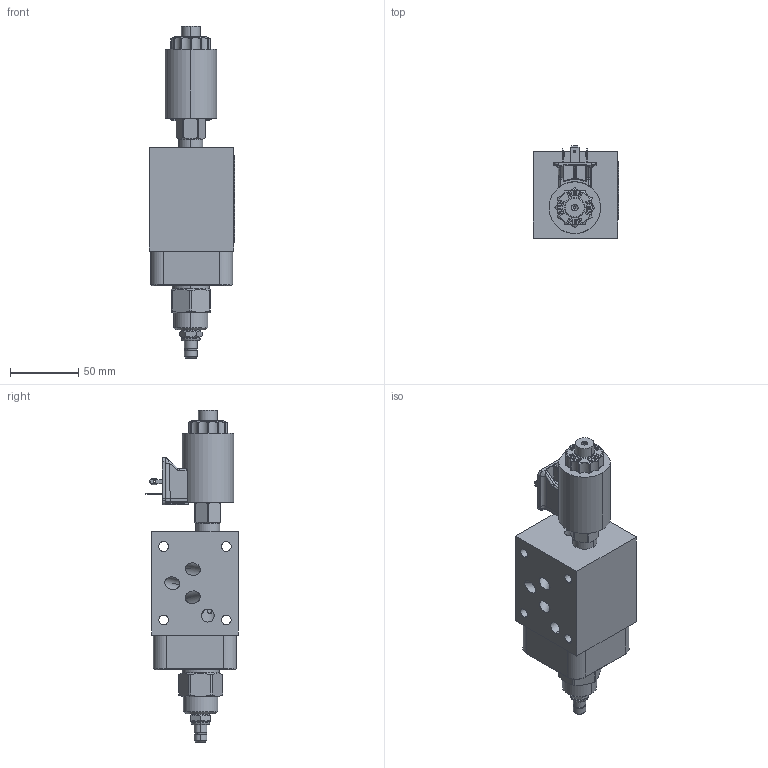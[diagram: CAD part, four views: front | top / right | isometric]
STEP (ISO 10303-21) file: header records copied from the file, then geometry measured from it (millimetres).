
FILE_DESCRIPTION((''),'2;1');
FILE_NAME('XREDLANFA224_ASM','2019-07-29T',('ProEService'),(''),'PRO/ENGINEER BY PARAMETRIC TECHNOLOGY CORPORATION, 2014200','PRO/ENGINEER BY PARAMETRIC TECHNOLOGY CORPORATION, 2014200','');
FILE_SCHEMA(('CONFIG_CONTROL_DESIGN'));
Length unit declared in the file: inch
Products named in the file (6): 153-083; RVEALAN; 500-001-014; DTAFMHN224; 850-004-250; XREDLANFA224_ASM
Assembly tree (9 placements, depth 2):
  XREDLANFA224_ASM
    153-083
    RVEALAN
    500-001-014  x5
    DTAFMHN224
    850-004-250
Bounding box: 62.46 x 67.79 x 243.89 mm (x, y, z)
Volume: 454690.9 mm3; surface area: 105783.1 mm2
Topology: 12 solids, 14 shells, 1142 faces, 3064 edges, 2145 vertices
Faces by surface type: cylinder 423, plane 361, cone 177, torus 85, bspline 38, revolution 34, sphere 24
Entity records: 43001 total; most frequent: CARTESIAN_POINT 15389, DIRECTION 5677, ORIENTED_EDGE 5456, EDGE_CURVE 2728, AXIS2_PLACEMENT_3D 2093, VERTEX_POINT 1693, VECTOR 1473, LINE 1473
